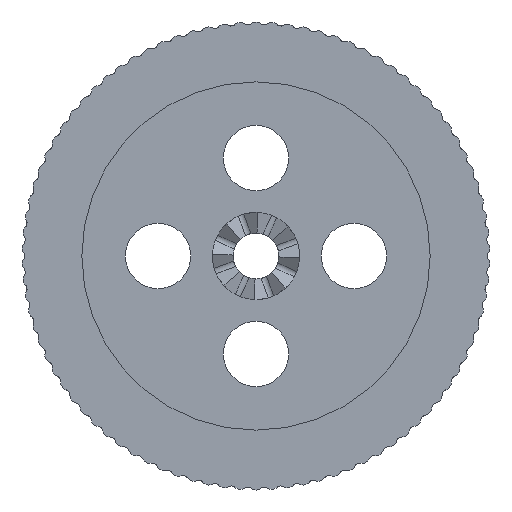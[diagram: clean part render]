
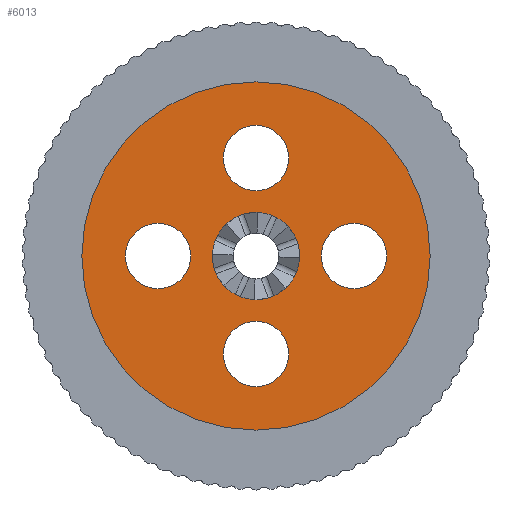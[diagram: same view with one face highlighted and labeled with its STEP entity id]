
A CAD part, front view. The second image highlights one B-rep face of the part: STEP entity #6013.
In plain terms, the highlighted planar face has unit normal (0, -1, 0).
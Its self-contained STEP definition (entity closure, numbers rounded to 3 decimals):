
#41 = DIRECTION ( 'NONE',  ( 0., 0., -1. ) ) ;
#109 = CARTESIAN_POINT ( 'NONE',  ( 0., -1., 4. ) ) ;
#342 = CARTESIAN_POINT ( 'NONE',  ( 0., -1., 25. ) ) ;
#406 = AXIS2_PLACEMENT_3D ( 'NONE', #3076, #4598, #9851 ) ;
#550 = DIRECTION ( 'NONE',  ( 0., 1., 0. ) ) ;
#584 = EDGE_CURVE ( 'NONE', #7753, #5572, #6862, .T. ) ;
#602 = FACE_BOUND ( 'NONE', #3242, .T. ) ;
#688 = CIRCLE ( 'NONE', #963, 4. ) ;
#704 = DIRECTION ( 'NONE',  ( 0., 0., 1. ) ) ;
#717 = AXIS2_PLACEMENT_3D ( 'NONE', #8035, #7300, #8869 ) ;
#758 = EDGE_LOOP ( 'NONE', ( #2741, #5862 ) ) ;
#911 = VERTEX_POINT ( 'NONE', #1070 ) ;
#963 = AXIS2_PLACEMENT_3D ( 'NONE', #9673, #2188, #704 ) ;
#985 = CARTESIAN_POINT ( 'NONE',  ( 0., -1., 19. ) ) ;
#1070 = CARTESIAN_POINT ( 'NONE',  ( 0., -1., 9. ) ) ;
#1128 = CARTESIAN_POINT ( 'NONE',  ( 0., -1., 0. ) ) ;
#1263 = CARTESIAN_POINT ( 'NONE',  ( 0., -1., 1. ) ) ;
#1306 = CARTESIAN_POINT ( 'NONE',  ( 0., -1., 13. ) ) ;
#1340 = DIRECTION ( 'NONE',  ( 0., -1., 0. ) ) ;
#1514 = EDGE_CURVE ( 'NONE', #911, #2621, #688, .T. ) ;
#1529 = CIRCLE ( 'NONE', #9030, 3. ) ;
#1610 = CARTESIAN_POINT ( 'NONE',  ( 9., -1., 13. ) ) ;
#1778 = EDGE_LOOP ( 'NONE', ( #8147, #4049 ) ) ;
#1808 = CIRCLE ( 'NONE', #406, 4. ) ;
#1865 = CIRCLE ( 'NONE', #2753, 3. ) ;
#1869 = CARTESIAN_POINT ( 'NONE',  ( 9., -1., 16. ) ) ;
#1880 = ORIENTED_EDGE ( 'NONE', *, *, #9584, .F. ) ;
#1881 = DIRECTION ( 'NONE',  ( 0., 0., 1. ) ) ;
#1916 = CARTESIAN_POINT ( 'NONE',  ( -9., -1., 16. ) ) ;
#1927 = ORIENTED_EDGE ( 'NONE', *, *, #3238, .F. ) ;
#1949 = AXIS2_PLACEMENT_3D ( 'NONE', #1128, #6422, #1881 ) ;
#1979 = CARTESIAN_POINT ( 'NONE',  ( -9., -1., 13. ) ) ;
#2083 = EDGE_CURVE ( 'NONE', #3848, #3012, #3973, .T. ) ;
#2128 = DIRECTION ( 'NONE',  ( 0., 0., -1. ) ) ;
#2188 = DIRECTION ( 'NONE',  ( 0., -1., 0. ) ) ;
#2217 = CARTESIAN_POINT ( 'NONE',  ( 0., -1., 13. ) ) ;
#2555 = DIRECTION ( 'NONE',  ( 0., -1., 0. ) ) ;
#2621 = VERTEX_POINT ( 'NONE', #2935 ) ;
#2679 = PLANE ( 'NONE',  #1949 ) ;
#2741 = ORIENTED_EDGE ( 'NONE', *, *, #3657, .F. ) ;
#2753 = AXIS2_PLACEMENT_3D ( 'NONE', #6065, #5404, #9239 ) ;
#2772 = DIRECTION ( 'NONE',  ( 0., 0., 1. ) ) ;
#2935 = CARTESIAN_POINT ( 'NONE',  ( 0., -1., 17. ) ) ;
#3012 = VERTEX_POINT ( 'NONE', #8873 ) ;
#3067 = AXIS2_PLACEMENT_3D ( 'NONE', #1306, #550, #2128 ) ;
#3076 = CARTESIAN_POINT ( 'NONE',  ( 0., -1., 13. ) ) ;
#3098 = ORIENTED_EDGE ( 'NONE', *, *, #8301, .F. ) ;
#3209 = CIRCLE ( 'NONE', #3067, 16. ) ;
#3238 = EDGE_CURVE ( 'NONE', #3700, #4513, #6801, .T. ) ;
#3242 = EDGE_LOOP ( 'NONE', ( #9092, #3098 ) ) ;
#3323 = VERTEX_POINT ( 'NONE', #342 ) ;
#3657 = EDGE_CURVE ( 'NONE', #2621, #911, #1808, .T. ) ;
#3700 = VERTEX_POINT ( 'NONE', #9146 ) ;
#3848 = VERTEX_POINT ( 'NONE', #1916 ) ;
#3855 = DIRECTION ( 'NONE',  ( 0., 0., 1. ) ) ;
#3895 = DIRECTION ( 'NONE',  ( 0., 0., 1. ) ) ;
#3941 = DIRECTION ( 'NONE',  ( 0., -1., 0. ) ) ;
#3963 = DIRECTION ( 'NONE',  ( 0., -1., 0. ) ) ;
#3965 = ORIENTED_EDGE ( 'NONE', *, *, #7245, .F. ) ;
#3973 = CIRCLE ( 'NONE', #7253, 3. ) ;
#3988 = ORIENTED_EDGE ( 'NONE', *, *, #584, .F. ) ;
#4008 = AXIS2_PLACEMENT_3D ( 'NONE', #1979, #1340, #2772 ) ;
#4049 = ORIENTED_EDGE ( 'NONE', *, *, #9130, .F. ) ;
#4112 = CARTESIAN_POINT ( 'NONE',  ( 0., -1., 4. ) ) ;
#4513 = VERTEX_POINT ( 'NONE', #1263 ) ;
#4598 = DIRECTION ( 'NONE',  ( 0., -1., 0. ) ) ;
#4856 = FACE_BOUND ( 'NONE', #5184, .T. ) ;
#4988 = AXIS2_PLACEMENT_3D ( 'NONE', #2217, #9149, #41 ) ;
#5184 = EDGE_LOOP ( 'NONE', ( #1880, #9831 ) ) ;
#5222 = AXIS2_PLACEMENT_3D ( 'NONE', #109, #3963, #7796 ) ;
#5404 = DIRECTION ( 'NONE',  ( 0., -1., 0. ) ) ;
#5572 = VERTEX_POINT ( 'NONE', #8907 ) ;
#5810 = FACE_BOUND ( 'NONE', #758, .T. ) ;
#5862 = ORIENTED_EDGE ( 'NONE', *, *, #1514, .F. ) ;
#6013 = ADVANCED_FACE ( 'NONE', ( #7716, #602, #9151, #9639, #4856, #5810 ), #2679, .F. ) ;
#6021 = CIRCLE ( 'NONE', #717, 3. ) ;
#6065 = CARTESIAN_POINT ( 'NONE',  ( 0., -1., 22. ) ) ;
#6163 = CARTESIAN_POINT ( 'NONE',  ( 0., -1., 22. ) ) ;
#6250 = AXIS2_PLACEMENT_3D ( 'NONE', #1610, #6887, #3895 ) ;
#6422 = DIRECTION ( 'NONE',  ( 0., 1., 0. ) ) ;
#6566 = CARTESIAN_POINT ( 'NONE',  ( 9., -1., 10. ) ) ;
#6661 = VERTEX_POINT ( 'NONE', #1869 ) ;
#6743 = DIRECTION ( 'NONE',  ( 0., -1., 0. ) ) ;
#6801 = CIRCLE ( 'NONE', #5222, 3. ) ;
#6803 = AXIS2_PLACEMENT_3D ( 'NONE', #4112, #2555, #7875 ) ;
#6862 = CIRCLE ( 'NONE', #4988, 16. ) ;
#6887 = DIRECTION ( 'NONE',  ( 0., -1., 0. ) ) ;
#7062 = EDGE_CURVE ( 'NONE', #3323, #8096, #1529, .T. ) ;
#7203 = CIRCLE ( 'NONE', #6803, 3. ) ;
#7219 = EDGE_CURVE ( 'NONE', #4513, #3700, #7203, .T. ) ;
#7245 = EDGE_CURVE ( 'NONE', #5572, #7753, #3209, .T. ) ;
#7253 = AXIS2_PLACEMENT_3D ( 'NONE', #9817, #6743, #9016 ) ;
#7300 = DIRECTION ( 'NONE',  ( 0., -1., 0. ) ) ;
#7371 = EDGE_LOOP ( 'NONE', ( #3988, #3965 ) ) ;
#7533 = ORIENTED_EDGE ( 'NONE', *, *, #7219, .F. ) ;
#7716 = FACE_OUTER_BOUND ( 'NONE', #7371, .T. ) ;
#7753 = VERTEX_POINT ( 'NONE', #9669 ) ;
#7796 = DIRECTION ( 'NONE',  ( 0., 0., 1. ) ) ;
#7805 = EDGE_CURVE ( 'NONE', #8935, #6661, #6021, .T. ) ;
#7875 = DIRECTION ( 'NONE',  ( 0., 0., 1. ) ) ;
#8035 = CARTESIAN_POINT ( 'NONE',  ( 9., -1., 13. ) ) ;
#8096 = VERTEX_POINT ( 'NONE', #985 ) ;
#8147 = ORIENTED_EDGE ( 'NONE', *, *, #7062, .F. ) ;
#8301 = EDGE_CURVE ( 'NONE', #3012, #3848, #9857, .T. ) ;
#8604 = EDGE_LOOP ( 'NONE', ( #1927, #7533 ) ) ;
#8869 = DIRECTION ( 'NONE',  ( 0., 0., 1. ) ) ;
#8873 = CARTESIAN_POINT ( 'NONE',  ( -9., -1., 10. ) ) ;
#8907 = CARTESIAN_POINT ( 'NONE',  ( 0., -1., 29. ) ) ;
#8935 = VERTEX_POINT ( 'NONE', #6566 ) ;
#9016 = DIRECTION ( 'NONE',  ( 0., 0., 1. ) ) ;
#9030 = AXIS2_PLACEMENT_3D ( 'NONE', #6163, #3941, #3855 ) ;
#9092 = ORIENTED_EDGE ( 'NONE', *, *, #2083, .F. ) ;
#9104 = CIRCLE ( 'NONE', #6250, 3. ) ;
#9130 = EDGE_CURVE ( 'NONE', #8096, #3323, #1865, .T. ) ;
#9146 = CARTESIAN_POINT ( 'NONE',  ( 0., -1., 7. ) ) ;
#9149 = DIRECTION ( 'NONE',  ( 0., 1., 0. ) ) ;
#9151 = FACE_BOUND ( 'NONE', #8604, .T. ) ;
#9239 = DIRECTION ( 'NONE',  ( 0., 0., 1. ) ) ;
#9584 = EDGE_CURVE ( 'NONE', #6661, #8935, #9104, .T. ) ;
#9639 = FACE_BOUND ( 'NONE', #1778, .T. ) ;
#9669 = CARTESIAN_POINT ( 'NONE',  ( 0., -1., -3. ) ) ;
#9673 = CARTESIAN_POINT ( 'NONE',  ( 0., -1., 13. ) ) ;
#9817 = CARTESIAN_POINT ( 'NONE',  ( -9., -1., 13. ) ) ;
#9831 = ORIENTED_EDGE ( 'NONE', *, *, #7805, .F. ) ;
#9851 = DIRECTION ( 'NONE',  ( 0., 0., 1. ) ) ;
#9857 = CIRCLE ( 'NONE', #4008, 3. ) ;
